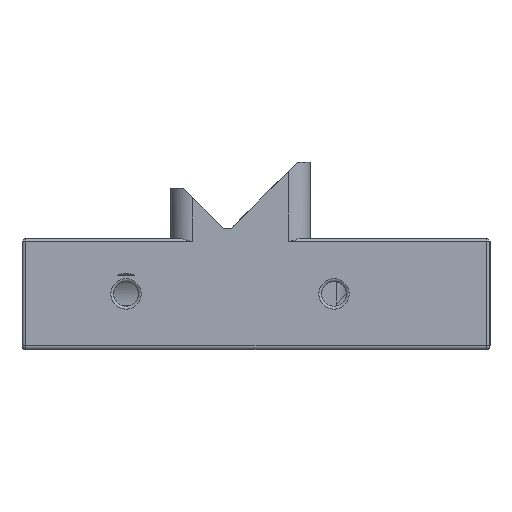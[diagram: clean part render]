
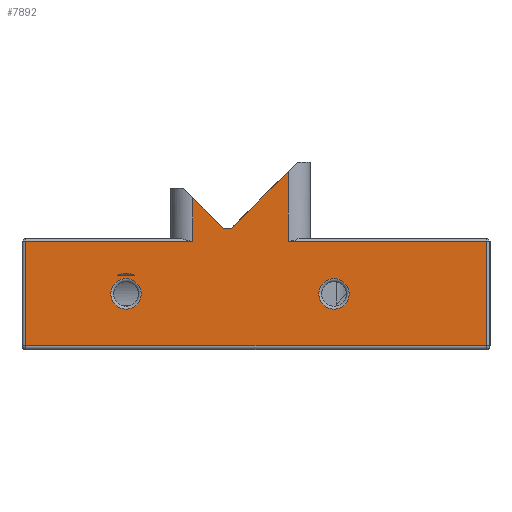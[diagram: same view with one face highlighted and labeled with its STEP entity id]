
A CAD part, left-side view. The second image highlights one B-rep face of the part: STEP entity #7892.
In plain terms, the highlighted planar face has unit normal (-1, 0, 0).
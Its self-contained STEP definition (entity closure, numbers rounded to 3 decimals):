
#60=FACE_BOUND('',#1317,.T.);
#61=FACE_BOUND('',#1318,.T.);
#62=FACE_BOUND('',#1319,.T.);
#499=CIRCLE('',#8519,2.05);
#501=CIRCLE('',#8522,2.05);
#502=CIRCLE('',#8523,2.75);
#825=FACE_OUTER_BOUND('',#1316,.T.);
#1316=EDGE_LOOP('',(#5646,#5647,#5648,#5649,#5650,#5651,#5652,#5653,#5654,
#5655));
#1317=EDGE_LOOP('',(#5656));
#1318=EDGE_LOOP('',(#5657,#5658));
#1319=EDGE_LOOP('',(#5659));
#1766=LINE('',#11757,#2522);
#1770=LINE('',#11782,#2526);
#1785=LINE('',#11878,#2541);
#1799=LINE('',#11954,#2555);
#1802=LINE('',#11963,#2558);
#1821=LINE('',#12041,#2577);
#1822=LINE('',#12044,#2578);
#1920=LINE('',#12451,#2676);
#1921=LINE('',#12453,#2677);
#1922=LINE('',#12454,#2678);
#1923=LINE('',#12459,#2679);
#2522=VECTOR('',#9233,10.);
#2526=VECTOR('',#9251,10.);
#2541=VECTOR('',#9284,10.);
#2555=VECTOR('',#9362,10.);
#2558=VECTOR('',#9375,10.);
#2577=VECTOR('',#9430,10.);
#2578=VECTOR('',#9433,10.);
#2676=VECTOR('',#9745,10.);
#2677=VECTOR('',#9746,10.);
#2678=VECTOR('',#9747,10.);
#2679=VECTOR('',#9750,10.);
#3292=VERTEX_POINT('',#11754);
#3293=VERTEX_POINT('',#11756);
#3300=VERTEX_POINT('',#11779);
#3301=VERTEX_POINT('',#11781);
#3321=VERTEX_POINT('',#11876);
#3341=VERTEX_POINT('',#11952);
#3365=VERTEX_POINT('',#12039);
#3366=VERTEX_POINT('',#12043);
#3555=VERTEX_POINT('',#12445);
#3556=VERTEX_POINT('',#12450);
#3557=VERTEX_POINT('',#12452);
#3558=VERTEX_POINT('',#12455);
#3559=VERTEX_POINT('',#12457);
#3560=VERTEX_POINT('',#12458);
#4031=EDGE_CURVE('',#3292,#3293,#1766,.T.);
#4041=EDGE_CURVE('',#3300,#3301,#1770,.T.);
#4065=EDGE_CURVE('',#3292,#3321,#1785,.T.);
#4100=EDGE_CURVE('',#3321,#3341,#1799,.T.);
#4105=EDGE_CURVE('',#3341,#3301,#1802,.T.);
#4136=EDGE_CURVE('',#3300,#3365,#1821,.T.);
#4137=EDGE_CURVE('',#3366,#3293,#1822,.T.);
#4334=EDGE_CURVE('',#3555,#3555,#499,.T.);
#4336=EDGE_CURVE('',#3365,#3556,#1920,.T.);
#4337=EDGE_CURVE('',#3556,#3557,#1921,.T.);
#4338=EDGE_CURVE('',#3557,#3366,#1922,.T.);
#4339=EDGE_CURVE('',#3558,#3558,#501,.T.);
#4340=EDGE_CURVE('',#3559,#3560,#1923,.T.);
#4341=EDGE_CURVE('',#3559,#3560,#502,.T.);
#5646=ORIENTED_EDGE('',*,*,#4136,.T.);
#5647=ORIENTED_EDGE('',*,*,#4336,.T.);
#5648=ORIENTED_EDGE('',*,*,#4337,.T.);
#5649=ORIENTED_EDGE('',*,*,#4338,.T.);
#5650=ORIENTED_EDGE('',*,*,#4137,.T.);
#5651=ORIENTED_EDGE('',*,*,#4031,.F.);
#5652=ORIENTED_EDGE('',*,*,#4065,.T.);
#5653=ORIENTED_EDGE('',*,*,#4100,.T.);
#5654=ORIENTED_EDGE('',*,*,#4105,.T.);
#5655=ORIENTED_EDGE('',*,*,#4041,.F.);
#5656=ORIENTED_EDGE('',*,*,#4339,.F.);
#5657=ORIENTED_EDGE('',*,*,#4340,.F.);
#5658=ORIENTED_EDGE('',*,*,#4341,.T.);
#5659=ORIENTED_EDGE('',*,*,#4334,.F.);
#7666=PLANE('',#8521);
#7892=ADVANCED_FACE('',(#825,#60,#61,#62),#7666,.F.);
#8519=AXIS2_PLACEMENT_3D('',#12447,#9739,#9740);
#8521=AXIS2_PLACEMENT_3D('',#12449,#9743,#9744);
#8522=AXIS2_PLACEMENT_3D('',#12456,#9748,#9749);
#8523=AXIS2_PLACEMENT_3D('',#12460,#9751,#9752);
#9233=DIRECTION('',(0.,0.,-1.));
#9251=DIRECTION('',(0.,0.,1.));
#9284=DIRECTION('',(0.,0.707,-0.707));
#9362=DIRECTION('',(0.,1.,0.));
#9375=DIRECTION('',(0.,0.707,0.707));
#9430=DIRECTION('',(0.,1.,0.));
#9433=DIRECTION('',(0.,1.,0.));
#9739=DIRECTION('center_axis',(-1.,0.,0.));
#9740=DIRECTION('ref_axis',(0.,0.,-1.));
#9743=DIRECTION('center_axis',(1.,0.,0.));
#9744=DIRECTION('ref_axis',(0.,-1.,0.));
#9745=DIRECTION('',(0.,0.,-1.));
#9746=DIRECTION('',(0.,-1.,0.));
#9747=DIRECTION('',(0.,0.,1.));
#9748=DIRECTION('center_axis',(-1.,0.,0.));
#9749=DIRECTION('ref_axis',(0.,0.,-1.));
#9750=DIRECTION('',(0.,-1.,0.));
#9751=DIRECTION('center_axis',(1.,0.,0.));
#9752=DIRECTION('ref_axis',(0.,0.,1.));
#11754=CARTESIAN_POINT('',(75.,32.171,8.945));
#11756=CARTESIAN_POINT('',(75.,32.171,-0.4));
#11757=CARTESIAN_POINT('',(75.,32.171,0.));
#11779=CARTESIAN_POINT('',(75.,45.,-0.4));
#11781=CARTESIAN_POINT('',(75.,45.,5.43));
#11782=CARTESIAN_POINT('',(75.,45.,0.));
#11876=CARTESIAN_POINT('',(75.,39.778,1.339));
#11878=CARTESIAN_POINT('',(75.,30.888,10.228));
#11952=CARTESIAN_POINT('',(75.,40.909,1.339));
#11954=CARTESIAN_POINT('',(75.,39.778,1.339));
#11963=CARTESIAN_POINT('',(75.,46.283,6.713));
#12039=CARTESIAN_POINT('',(75.,67.5,-0.4));
#12041=CARTESIAN_POINT('',(75.,52.25,-0.4));
#12043=CARTESIAN_POINT('',(75.,5.5,-0.4));
#12044=CARTESIAN_POINT('',(75.,52.25,-0.4));
#12445=CARTESIAN_POINT('',(75.,26.,-9.55));
#12447=CARTESIAN_POINT('Origin',(75.,26.,-7.5));
#12449=CARTESIAN_POINT('Origin',(75.,68.,0.));
#12450=CARTESIAN_POINT('',(75.,67.5,-14.5));
#12451=CARTESIAN_POINT('',(75.,67.5,0.));
#12452=CARTESIAN_POINT('',(75.,5.5,-14.5));
#12453=CARTESIAN_POINT('',(75.,52.25,-14.5));
#12454=CARTESIAN_POINT('',(75.,5.5,0.));
#12455=CARTESIAN_POINT('',(75.,54.,-9.55));
#12456=CARTESIAN_POINT('Origin',(75.,54.,-7.5));
#12457=CARTESIAN_POINT('',(75.,55.146,-5.));
#12458=CARTESIAN_POINT('',(75.,52.854,-5.));
#12459=CARTESIAN_POINT('',(75.,45.912,-5.));
#12460=CARTESIAN_POINT('Origin',(75.,54.,-7.5));
